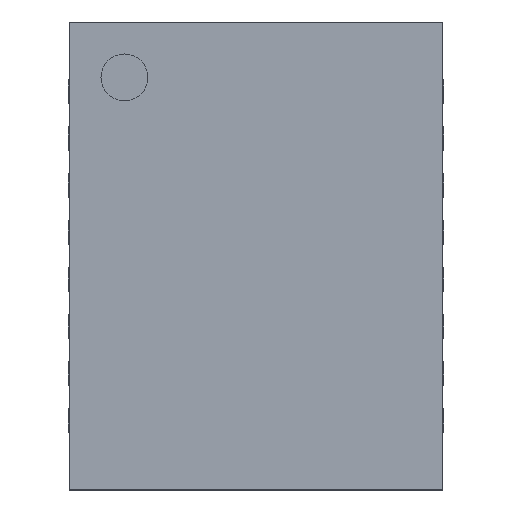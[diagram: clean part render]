
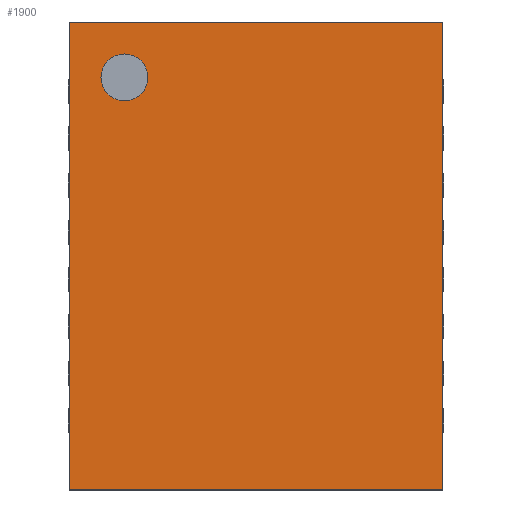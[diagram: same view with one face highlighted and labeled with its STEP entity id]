
A CAD part, top view. The second image highlights one B-rep face of the part: STEP entity #1900.
In plain terms, the highlighted planar face has unit normal (0, 0, 1).
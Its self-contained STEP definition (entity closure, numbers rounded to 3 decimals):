
#13=DIRECTION('',(0.,0.,1.));
#153=VECTOR('',#154,1.);
#154=DIRECTION('',(0.,-1.,0.));
#160=VECTOR('',#161,1.);
#161=DIRECTION('',(1.,0.,0.));
#182=DIRECTION('',(0.,0.,-1.));
#566=VERTEX_POINT('',#567);
#567=CARTESIAN_POINT('',(1.99,2.49,0.77));
#570=EDGE_CURVE('',#566,#571,#573,.T.);
#571=VERTEX_POINT('',#572);
#572=CARTESIAN_POINT('',(1.99,-2.49,0.77));
#573=LINE('',#567,#153);
#708=VERTEX_POINT('',#709);
#709=CARTESIAN_POINT('',(-1.99,2.49,0.77));
#712=ORIENTED_EDGE('',*,*,#713,.F.);
#713=EDGE_CURVE('',#708,#566,#714,.T.);
#714=LINE('',#709,#160);
#746=ORIENTED_EDGE('',*,*,#747,.T.);
#747=EDGE_CURVE('',#708,#748,#750,.T.);
#748=VERTEX_POINT('',#749);
#749=CARTESIAN_POINT('',(-1.99,-2.49,0.77));
#750=LINE('',#709,#153);
#1820=EDGE_CURVE('',#748,#571,#1821,.T.);
#1821=LINE('',#749,#160);
#1900=ADVANCED_FACE('',(#1901,#1905),#1914,.T.);
#1901=FACE_BOUND('',#1902,.T.);
#1902=EDGE_LOOP('',(#712,#746,#1903,#1904));
#1903=ORIENTED_EDGE('',*,*,#1820,.T.);
#1904=ORIENTED_EDGE('',*,*,#570,.F.);
#1905=FACE_BOUND('',#1906,.T.);
#1906=EDGE_LOOP('',(#1907));
#1907=ORIENTED_EDGE('',*,*,#1908,.T.);
#1908=EDGE_CURVE('',#1909,#1909,#1911,.T.);
#1909=VERTEX_POINT('',#1910);
#1910=CARTESIAN_POINT('',(-1.4,1.65,0.77));
#1911=CIRCLE('',#1912,0.25);
#1912=AXIS2_PLACEMENT_3D('',#1913,#182,#154);
#1913=CARTESIAN_POINT('',(-1.4,1.9,0.77));
#1914=PLANE('',#1915);
#1915=AXIS2_PLACEMENT_3D('',#709,#13,#154);
